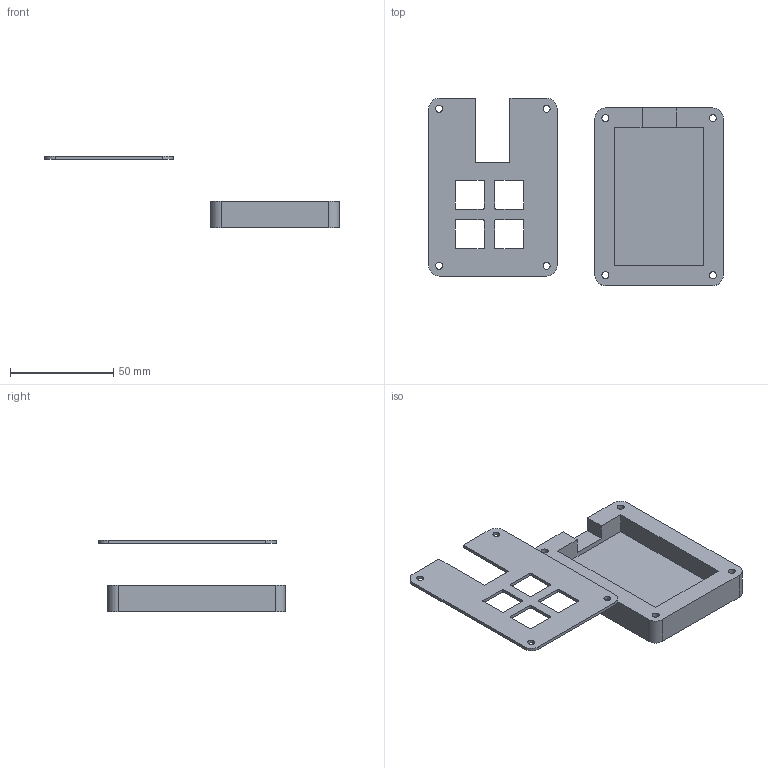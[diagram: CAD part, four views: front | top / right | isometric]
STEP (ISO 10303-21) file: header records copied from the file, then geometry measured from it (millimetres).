
FILE_DESCRIPTION(/* description */ (''),/* implementation_level */ '2;1');
FILE_NAME(/* name */ 'case.step',/* time_stamp */ '2025-12-30T15:56:34+01:00',/* author */ (''),/* organization */ (''),/* preprocessor_version */ 'ST-DEVELOPER v20.1',/* originating_system */ 'Autodesk Translation Framework v14.21.0.0',/* authorisation */ '');
FILE_SCHEMA (('AUTOMOTIVE_DESIGN { 1 0 10303 214 3 1 1 }'));
Length unit declared in the file: millimetre
Products named in the file (2): 2025-12-29-17-17-30-442; 2025-12-29-18-11-46-053
Assembly tree (1 placements, depth 2):
  2025-12-29-17-17-30-442
    2025-12-29-18-11-46-053
Bounding box: 142.42 x 90.49 x 34.74 mm (x, y, z)
Volume: 44291.5 mm3; surface area: 25903.7 mm2
Topology: 2 solids, 2 shells, 80 faces, 216 edges, 144 vertices
Faces by surface type: plane 44, cylinder 36
Full cylindrical faces by diameter (mm): 3.4 x8, 6 x4
Entity records: 2634 total; most frequent: DIRECTION 454, CARTESIAN_POINT 443, ORIENTED_EDGE 432, EDGE_CURVE 216, AXIS2_PLACEMENT_3D 155, LINE 144, VECTOR 144, VERTEX_POINT 144
